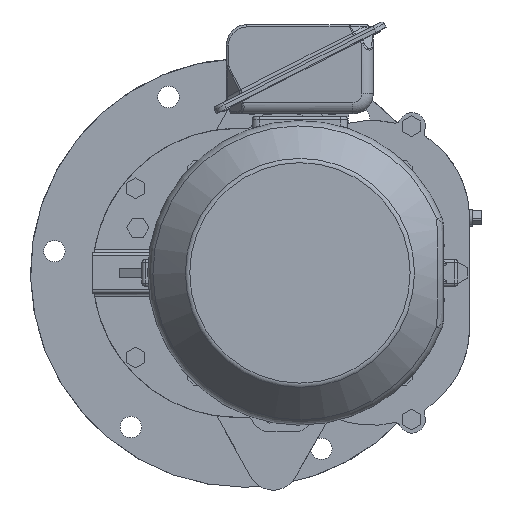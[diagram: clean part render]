
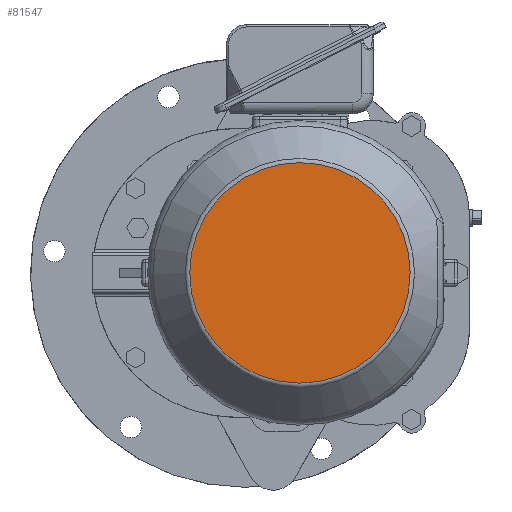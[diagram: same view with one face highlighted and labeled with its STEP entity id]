
A CAD part, left-side view. The second image highlights one B-rep face of the part: STEP entity #81547.
In plain terms, the highlighted planar face has unit normal (-1, 0, 0).
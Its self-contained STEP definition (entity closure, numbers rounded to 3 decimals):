
#10463 = VERTEX_POINT ( 'NONE', #82115 ) ;
#12234 = EDGE_LOOP ( 'NONE', ( #20302 ) ) ;
#14389 = AXIS2_PLACEMENT_3D ( 'NONE', #106226, #72140, #90619 ) ;
#20302 = ORIENTED_EDGE ( 'NONE', *, *, #95452, .T. ) ;
#35440 = AXIS2_PLACEMENT_3D ( 'NONE', #86511, #112442, #85945 ) ;
#64991 = CIRCLE ( 'NONE', #35440, 97.668 ) ;
#71028 = FACE_OUTER_BOUND ( 'NONE', #12234, .T. ) ;
#72140 = DIRECTION ( 'NONE',  ( 1., 0., 0. ) ) ;
#81547 = ADVANCED_FACE ( 'NONE', ( #71028 ), #81950, .F. ) ;
#81950 = PLANE ( 'NONE',  #14389 ) ;
#82115 = CARTESIAN_POINT ( 'NONE',  ( -591.6, -48.74, -97.668 ) ) ;
#85945 = DIRECTION ( 'NONE',  ( 0., 0., -1. ) ) ;
#86511 = CARTESIAN_POINT ( 'NONE',  ( -591.6, -48.74, 0. ) ) ;
#90619 = DIRECTION ( 'NONE',  ( 0., 0., -1. ) ) ;
#95452 = EDGE_CURVE ( 'NONE', #10463, #10463, #64991, .T. ) ;
#106226 = CARTESIAN_POINT ( 'NONE',  ( -591.6, 51.26, 0. ) ) ;
#112442 = DIRECTION ( 'NONE',  ( -1., 0., 0. ) ) ;
